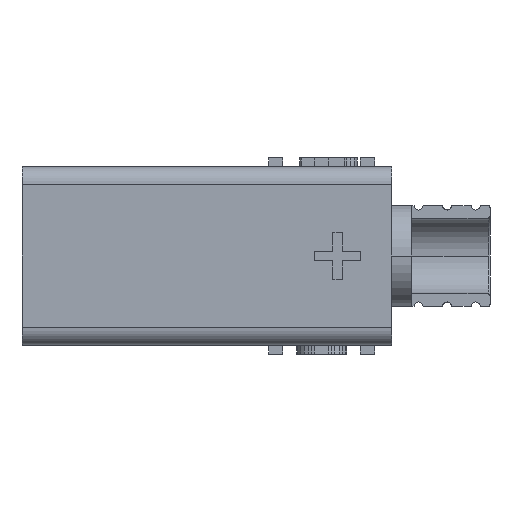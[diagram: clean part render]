
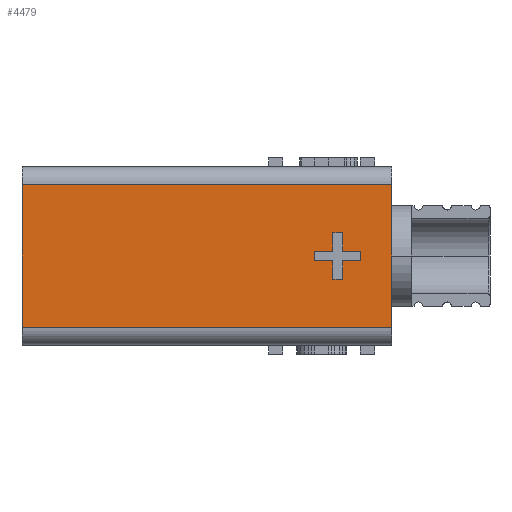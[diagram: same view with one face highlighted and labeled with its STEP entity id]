
A CAD part, left-side view. The second image highlights one B-rep face of the part: STEP entity #4479.
In plain terms, the highlighted planar face has unit normal (-1, 0, 0).
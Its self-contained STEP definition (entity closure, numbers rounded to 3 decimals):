
#116 = ORIENTED_EDGE ( 'NONE', *, *, #7253, .F. ) ;
#342 = CARTESIAN_POINT ( 'NONE',  ( -10.5, 0., -5. ) ) ;
#407 = CARTESIAN_POINT ( 'NONE',  ( -10.5, 3.3, 1.3 ) ) ;
#414 = FACE_BOUND ( 'NONE', #6688, .T. ) ;
#425 = ORIENTED_EDGE ( 'NONE', *, *, #3274, .T. ) ;
#820 = VERTEX_POINT ( 'NONE', #12509 ) ;
#827 = CARTESIAN_POINT ( 'NONE',  ( -10.5, 2.75, 1.3 ) ) ;
#931 = ORIENTED_EDGE ( 'NONE', *, *, #12261, .F. ) ;
#1058 = CARTESIAN_POINT ( 'NONE',  ( -10.5, 2.75, 0.275 ) ) ;
#1100 = LINE ( 'NONE', #7007, #1726 ) ;
#1137 = ORIENTED_EDGE ( 'NONE', *, *, #2823, .F. ) ;
#1229 = VECTOR ( 'NONE', #6378, 1000. ) ;
#1379 = LINE ( 'NONE', #14350, #11487 ) ;
#1487 = CARTESIAN_POINT ( 'NONE',  ( -10.5, 0., 4. ) ) ;
#1551 = CARTESIAN_POINT ( 'NONE',  ( -10.5, 1.725, -0.275 ) ) ;
#1644 = VERTEX_POINT ( 'NONE', #15240 ) ;
#1708 = DIRECTION ( 'NONE',  ( 0., 0., 1. ) ) ;
#1726 = VECTOR ( 'NONE', #2119, 1000. ) ;
#1997 = LINE ( 'NONE', #10232, #8130 ) ;
#2020 = DIRECTION ( 'NONE',  ( 0., 0., 1. ) ) ;
#2082 = ORIENTED_EDGE ( 'NONE', *, *, #4229, .F. ) ;
#2119 = DIRECTION ( 'NONE',  ( 0., 1., 0. ) ) ;
#2358 = DIRECTION ( 'NONE',  ( 0., 0., -1. ) ) ;
#2675 = LINE ( 'NONE', #11144, #6847 ) ;
#2681 = LINE ( 'NONE', #7493, #5226 ) ;
#2823 = EDGE_CURVE ( 'NONE', #7653, #13671, #3465, .T. ) ;
#2904 = DIRECTION ( 'NONE',  ( 0., 0., 1. ) ) ;
#3148 = DIRECTION ( 'NONE',  ( 0., 1., 0. ) ) ;
#3196 = CARTESIAN_POINT ( 'NONE',  ( -10.5, 4.325, -0.275 ) ) ;
#3274 = EDGE_CURVE ( 'NONE', #11882, #13000, #2675, .T. ) ;
#3438 = LINE ( 'NONE', #9198, #10112 ) ;
#3465 = LINE ( 'NONE', #3548, #5634 ) ;
#3548 = CARTESIAN_POINT ( 'NONE',  ( -10.5, 3.3, -0.275 ) ) ;
#3787 = CARTESIAN_POINT ( 'NONE',  ( -10.5, 2.75, -1.3 ) ) ;
#3836 = DIRECTION ( 'NONE',  ( 0., -1., 0. ) ) ;
#3990 = EDGE_CURVE ( 'NONE', #4575, #5690, #1379, .T. ) ;
#4054 = CARTESIAN_POINT ( 'NONE',  ( -10.5, 3.3, 1.3 ) ) ;
#4229 = EDGE_CURVE ( 'NONE', #1644, #7307, #4384, .T. ) ;
#4238 = ORIENTED_EDGE ( 'NONE', *, *, #7509, .F. ) ;
#4319 = AXIS2_PLACEMENT_3D ( 'NONE', #342, #12157, #2904 ) ;
#4384 = LINE ( 'NONE', #827, #5332 ) ;
#4392 = VECTOR ( 'NONE', #1708, 1000. ) ;
#4423 = VECTOR ( 'NONE', #14768, 1000. ) ;
#4479 = ADVANCED_FACE ( 'NONE', ( #414, #13475 ), #9812, .T. ) ;
#4575 = VERTEX_POINT ( 'NONE', #9188 ) ;
#4747 = CARTESIAN_POINT ( 'NONE',  ( -10.5, 0., -4. ) ) ;
#4998 = VECTOR ( 'NONE', #13261, 1000. ) ;
#5226 = VECTOR ( 'NONE', #12082, 1000. ) ;
#5332 = VECTOR ( 'NONE', #3148, 1000. ) ;
#5402 = EDGE_CURVE ( 'NONE', #13000, #8725, #1997, .T. ) ;
#5634 = VECTOR ( 'NONE', #14196, 1000. ) ;
#5690 = VERTEX_POINT ( 'NONE', #6097 ) ;
#5972 = EDGE_CURVE ( 'NONE', #5690, #820, #3438, .T. ) ;
#5978 = VECTOR ( 'NONE', #8645, 1000. ) ;
#6097 = CARTESIAN_POINT ( 'NONE',  ( -10.5, 4.325, 0.275 ) ) ;
#6109 = DIRECTION ( 'NONE',  ( 0., 1., 0. ) ) ;
#6164 = EDGE_CURVE ( 'NONE', #13671, #9731, #11438, .T. ) ;
#6181 = EDGE_CURVE ( 'NONE', #820, #7653, #14922, .T. ) ;
#6281 = CARTESIAN_POINT ( 'NONE',  ( -10.5, 20.7, -4. ) ) ;
#6378 = DIRECTION ( 'NONE',  ( 0., 0., 1. ) ) ;
#6475 = VERTEX_POINT ( 'NONE', #7382 ) ;
#6688 = EDGE_LOOP ( 'NONE', ( #1137, #11563, #13231, #11284, #14540, #2082, #9788, #4238, #116, #9986, #12366, #7686 ) ) ;
#6689 = CARTESIAN_POINT ( 'NONE',  ( -10.5, 3.3, -1.3 ) ) ;
#6766 = EDGE_CURVE ( 'NONE', #14033, #1644, #7118, .T. ) ;
#6847 = VECTOR ( 'NONE', #3836, 1000. ) ;
#7007 = CARTESIAN_POINT ( 'NONE',  ( -10.5, 1.725, 0.275 ) ) ;
#7118 = LINE ( 'NONE', #10700, #10651 ) ;
#7214 = EDGE_CURVE ( 'NONE', #7307, #4575, #8423, .T. ) ;
#7253 = EDGE_CURVE ( 'NONE', #8062, #14432, #14395, .T. ) ;
#7307 = VERTEX_POINT ( 'NONE', #4054 ) ;
#7382 = CARTESIAN_POINT ( 'NONE',  ( -10.5, 2.75, -0.275 ) ) ;
#7402 = CARTESIAN_POINT ( 'NONE',  ( -10.5, 1.725, -0.275 ) ) ;
#7454 = LINE ( 'NONE', #6281, #4392 ) ;
#7462 = CARTESIAN_POINT ( 'NONE',  ( -10.5, 3.3, -0.275 ) ) ;
#7493 = CARTESIAN_POINT ( 'NONE',  ( -10.5, 2.75, -0.275 ) ) ;
#7509 = EDGE_CURVE ( 'NONE', #14432, #14033, #1100, .T. ) ;
#7653 = VERTEX_POINT ( 'NONE', #7462 ) ;
#7686 = ORIENTED_EDGE ( 'NONE', *, *, #6164, .F. ) ;
#7972 = CARTESIAN_POINT ( 'NONE',  ( -10.5, 20.7, 4. ) ) ;
#8062 = VERTEX_POINT ( 'NONE', #1551 ) ;
#8130 = VECTOR ( 'NONE', #10150, 1000. ) ;
#8267 = CARTESIAN_POINT ( 'NONE',  ( -10.5, 1.725, 0.275 ) ) ;
#8423 = LINE ( 'NONE', #407, #11650 ) ;
#8645 = DIRECTION ( 'NONE',  ( 0., -1., 0. ) ) ;
#8725 = VERTEX_POINT ( 'NONE', #1487 ) ;
#9188 = CARTESIAN_POINT ( 'NONE',  ( -10.5, 3.3, 0.275 ) ) ;
#9198 = CARTESIAN_POINT ( 'NONE',  ( -10.5, 4.325, 0.275 ) ) ;
#9680 = LINE ( 'NONE', #3787, #4998 ) ;
#9731 = VERTEX_POINT ( 'NONE', #14667 ) ;
#9788 = ORIENTED_EDGE ( 'NONE', *, *, #6766, .F. ) ;
#9799 = LINE ( 'NONE', #11283, #5978 ) ;
#9812 = PLANE ( 'NONE',  #4319 ) ;
#9986 = ORIENTED_EDGE ( 'NONE', *, *, #14124, .F. ) ;
#10112 = VECTOR ( 'NONE', #2358, 1000. ) ;
#10150 = DIRECTION ( 'NONE',  ( 0., 0., 1. ) ) ;
#10176 = VERTEX_POINT ( 'NONE', #7972 ) ;
#10232 = CARTESIAN_POINT ( 'NONE',  ( -10.5, 0., -4. ) ) ;
#10651 = VECTOR ( 'NONE', #2020, 1000. ) ;
#10700 = CARTESIAN_POINT ( 'NONE',  ( -10.5, 2.75, 0.275 ) ) ;
#10999 = DIRECTION ( 'NONE',  ( 0., 0., -1. ) ) ;
#11144 = CARTESIAN_POINT ( 'NONE',  ( -10.5, 20.7, -4. ) ) ;
#11212 = CARTESIAN_POINT ( 'NONE',  ( -10.5, 20.7, -4. ) ) ;
#11283 = CARTESIAN_POINT ( 'NONE',  ( -10.5, 20.7, 4. ) ) ;
#11284 = ORIENTED_EDGE ( 'NONE', *, *, #3990, .F. ) ;
#11438 = LINE ( 'NONE', #6689, #4423 ) ;
#11487 = VECTOR ( 'NONE', #6109, 1000. ) ;
#11563 = ORIENTED_EDGE ( 'NONE', *, *, #6181, .F. ) ;
#11650 = VECTOR ( 'NONE', #10999, 1000. ) ;
#11882 = VERTEX_POINT ( 'NONE', #11212 ) ;
#11929 = EDGE_CURVE ( 'NONE', #10176, #8725, #9799, .T. ) ;
#12082 = DIRECTION ( 'NONE',  ( 0., -1., 0. ) ) ;
#12157 = DIRECTION ( 'NONE',  ( -1., 0., 0. ) ) ;
#12261 = EDGE_CURVE ( 'NONE', #11882, #10176, #7454, .T. ) ;
#12365 = DIRECTION ( 'NONE',  ( 0., -1., 0. ) ) ;
#12366 = ORIENTED_EDGE ( 'NONE', *, *, #12737, .F. ) ;
#12509 = CARTESIAN_POINT ( 'NONE',  ( -10.5, 4.325, -0.275 ) ) ;
#12737 = EDGE_CURVE ( 'NONE', #9731, #6475, #9680, .T. ) ;
#12824 = EDGE_LOOP ( 'NONE', ( #14341, #12913, #931, #425 ) ) ;
#12913 = ORIENTED_EDGE ( 'NONE', *, *, #11929, .F. ) ;
#13000 = VERTEX_POINT ( 'NONE', #4747 ) ;
#13231 = ORIENTED_EDGE ( 'NONE', *, *, #5972, .F. ) ;
#13261 = DIRECTION ( 'NONE',  ( 0., 0., 1. ) ) ;
#13475 = FACE_OUTER_BOUND ( 'NONE', #12824, .T. ) ;
#13671 = VERTEX_POINT ( 'NONE', #14203 ) ;
#14033 = VERTEX_POINT ( 'NONE', #1058 ) ;
#14102 = VECTOR ( 'NONE', #12365, 1000. ) ;
#14124 = EDGE_CURVE ( 'NONE', #6475, #8062, #2681, .T. ) ;
#14196 = DIRECTION ( 'NONE',  ( 0., 0., -1. ) ) ;
#14203 = CARTESIAN_POINT ( 'NONE',  ( -10.5, 3.3, -1.3 ) ) ;
#14341 = ORIENTED_EDGE ( 'NONE', *, *, #5402, .T. ) ;
#14350 = CARTESIAN_POINT ( 'NONE',  ( -10.5, 3.3, 0.275 ) ) ;
#14395 = LINE ( 'NONE', #7402, #1229 ) ;
#14432 = VERTEX_POINT ( 'NONE', #8267 ) ;
#14540 = ORIENTED_EDGE ( 'NONE', *, *, #7214, .F. ) ;
#14667 = CARTESIAN_POINT ( 'NONE',  ( -10.5, 2.75, -1.3 ) ) ;
#14768 = DIRECTION ( 'NONE',  ( 0., -1., 0. ) ) ;
#14922 = LINE ( 'NONE', #3196, #14102 ) ;
#15240 = CARTESIAN_POINT ( 'NONE',  ( -10.5, 2.75, 1.3 ) ) ;
